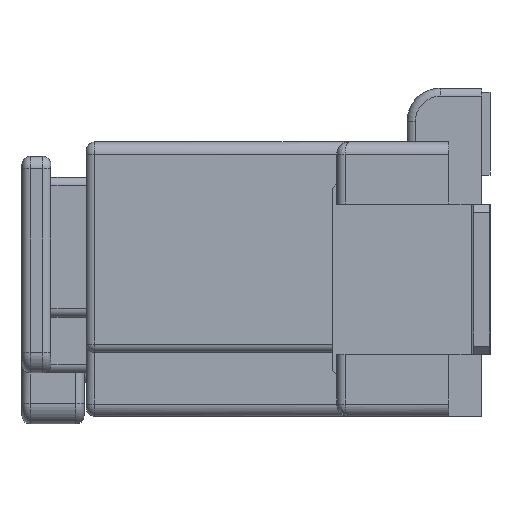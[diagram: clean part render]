
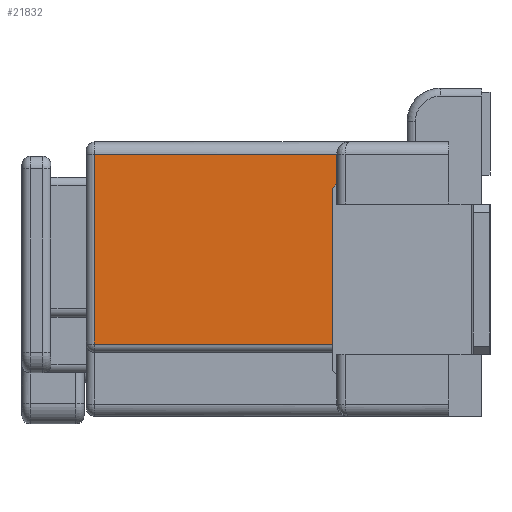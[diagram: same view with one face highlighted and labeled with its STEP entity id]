
A CAD part, left-side view. The second image highlights one B-rep face of the part: STEP entity #21832.
In plain terms, the highlighted planar face has unit normal (-1, 0, 0).
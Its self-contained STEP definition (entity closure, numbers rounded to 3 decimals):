
#154 = EDGE_CURVE ( 'NONE', #7251, #2928, #1466, .T. ) ;
#368 = EDGE_CURVE ( 'NONE', #5969, #7251, #25742, .T. ) ;
#946 = AXIS2_PLACEMENT_3D ( 'NONE', #12507, #22848, #10509 ) ;
#1371 = CARTESIAN_POINT ( 'NONE',  ( -9.15, 1.5, 0. ) ) ;
#1466 = LINE ( 'NONE', #5254, #17423 ) ;
#1547 = CARTESIAN_POINT ( 'NONE',  ( -9.15, 7.35, -0.3 ) ) ;
#1594 = CARTESIAN_POINT ( 'NONE',  ( -9.15, 1.5, -0.3 ) ) ;
#2694 = LINE ( 'NONE', #24310, #8231 ) ;
#2928 = VERTEX_POINT ( 'NONE', #1594 ) ;
#4472 = EDGE_LOOP ( 'NONE', ( #15816, #19830, #20898, #20190 ) ) ;
#4589 = FACE_OUTER_BOUND ( 'NONE', #4472, .T. ) ;
#4622 = VERTEX_POINT ( 'NONE', #11788 ) ;
#5254 = CARTESIAN_POINT ( 'NONE',  ( -9.15, 7.55, -0.3 ) ) ;
#5969 = VERTEX_POINT ( 'NONE', #15383 ) ;
#7115 = EDGE_CURVE ( 'NONE', #4622, #5969, #2694, .T. ) ;
#7239 = DIRECTION ( 'NONE',  ( 0., -1., 0. ) ) ;
#7251 = VERTEX_POINT ( 'NONE', #18644 ) ;
#8213 = VECTOR ( 'NONE', #13839, 1000. ) ;
#8231 = VECTOR ( 'NONE', #9880, 1000. ) ;
#9839 = EDGE_CURVE ( 'NONE', #2928, #4622, #19207, .T. ) ;
#9880 = DIRECTION ( 'NONE',  ( 0., 1., 0. ) ) ;
#10509 = DIRECTION ( 'NONE',  ( 0., 0., 1. ) ) ;
#11788 = CARTESIAN_POINT ( 'NONE',  ( -9.15, 1.5, -4.88 ) ) ;
#12507 = CARTESIAN_POINT ( 'NONE',  ( -9.15, 7.55, 0. ) ) ;
#13471 = DIRECTION ( 'NONE',  ( 0., 0., 1. ) ) ;
#13839 = DIRECTION ( 'NONE',  ( 0., 0., -1. ) ) ;
#15383 = CARTESIAN_POINT ( 'NONE',  ( -9.15, 7.35, -4.88 ) ) ;
#15816 = ORIENTED_EDGE ( 'NONE', *, *, #7115, .F. ) ;
#16690 = PLANE ( 'NONE',  #946 ) ;
#17423 = VECTOR ( 'NONE', #7239, 1000. ) ;
#18644 = CARTESIAN_POINT ( 'NONE',  ( -9.15, 7.35, -0.3 ) ) ;
#19207 = LINE ( 'NONE', #1371, #8213 ) ;
#19830 = ORIENTED_EDGE ( 'NONE', *, *, #9839, .F. ) ;
#20190 = ORIENTED_EDGE ( 'NONE', *, *, #368, .F. ) ;
#20898 = ORIENTED_EDGE ( 'NONE', *, *, #154, .F. ) ;
#21832 = ADVANCED_FACE ( 'NONE', ( #4589 ), #16690, .F. ) ;
#22848 = DIRECTION ( 'NONE',  ( 1., 0., 0. ) ) ;
#24310 = CARTESIAN_POINT ( 'NONE',  ( -9.15, 7.55, -4.88 ) ) ;
#24444 = VECTOR ( 'NONE', #13471, 1000. ) ;
#25742 = LINE ( 'NONE', #1547, #24444 ) ;
